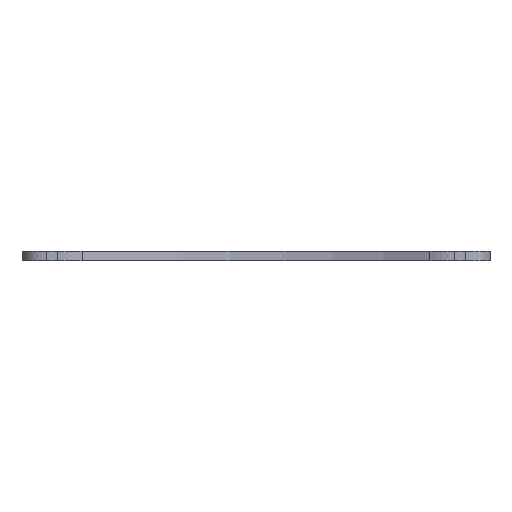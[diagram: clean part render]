
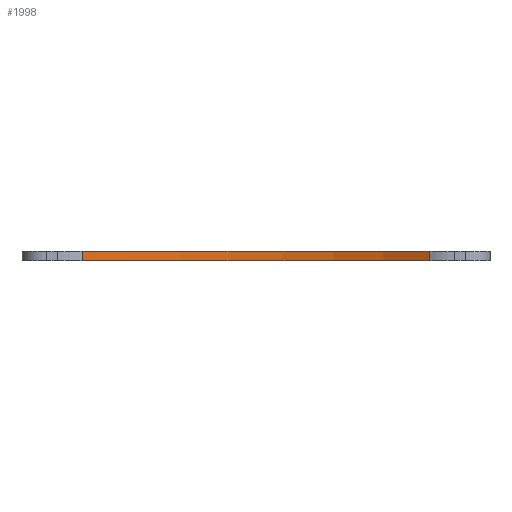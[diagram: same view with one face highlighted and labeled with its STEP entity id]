
A CAD part, left-side view. The second image highlights one B-rep face of the part: STEP entity #1998.
In plain terms, the highlighted cylindrical face has radius 140 mm (diameter 280 mm), a partial arc.
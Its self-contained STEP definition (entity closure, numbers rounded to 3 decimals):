
#178=FACE_OUTER_BOUND('',#276,.T.);
#276=EDGE_LOOP('',(#1569,#1570,#1571,#1572));
#474=LINE('',#3277,#642);
#475=LINE('',#3283,#643);
#642=VECTOR('',#2688,10.);
#643=VECTOR('',#2695,10.);
#783=CIRCLE('',#2190,140.);
#784=CIRCLE('',#2191,140.);
#951=VERTEX_POINT('',#3273);
#952=VERTEX_POINT('',#3275);
#953=VERTEX_POINT('',#3279);
#954=VERTEX_POINT('',#3281);
#1212=EDGE_CURVE('',#951,#952,#474,.T.);
#1213=EDGE_CURVE('',#953,#951,#783,.T.);
#1214=EDGE_CURVE('',#954,#952,#784,.T.);
#1215=EDGE_CURVE('',#953,#954,#475,.T.);
#1569=ORIENTED_EDGE('',*,*,#1213,.T.);
#1570=ORIENTED_EDGE('',*,*,#1212,.T.);
#1571=ORIENTED_EDGE('',*,*,#1214,.F.);
#1572=ORIENTED_EDGE('',*,*,#1215,.F.);
#1914=CYLINDRICAL_SURFACE('',#2189,140.);
#1998=ADVANCED_FACE('',(#178),#1914,.F.);
#2189=AXIS2_PLACEMENT_3D('',#3278,#2689,#2690);
#2190=AXIS2_PLACEMENT_3D('',#3280,#2691,#2692);
#2191=AXIS2_PLACEMENT_3D('',#3282,#2693,#2694);
#2688=DIRECTION('',(0.,0.,-1.));
#2689=DIRECTION('center_axis',(0.,0.,-1.));
#2690=DIRECTION('ref_axis',(0.864,-0.504,0.));
#2691=DIRECTION('center_axis',(0.,0.,
1.));
#2692=DIRECTION('ref_axis',(0.864,-0.504,0.));
#2693=DIRECTION('center_axis',(0.,0.,
1.));
#2694=DIRECTION('ref_axis',(0.864,-0.504,0.));
#2695=DIRECTION('',(0.,0.,-1.));
#3273=CARTESIAN_POINT('',(-92.277,46.2,-45.));
#3275=CARTESIAN_POINT('',(-92.277,46.2,-49.));
#3277=CARTESIAN_POINT('',(-92.277,46.2,-45.));
#3278=CARTESIAN_POINT('Origin',(-213.216,-24.325,-45.));
#3279=CARTESIAN_POINT('',(-92.277,-94.85,-45.));
#3280=CARTESIAN_POINT('Origin',(-213.216,-24.325,-45.));
#3281=CARTESIAN_POINT('',(-92.277,-94.85,-49.));
#3282=CARTESIAN_POINT('Origin',(-213.216,-24.325,-49.));
#3283=CARTESIAN_POINT('',(-92.277,-94.85,-45.));
